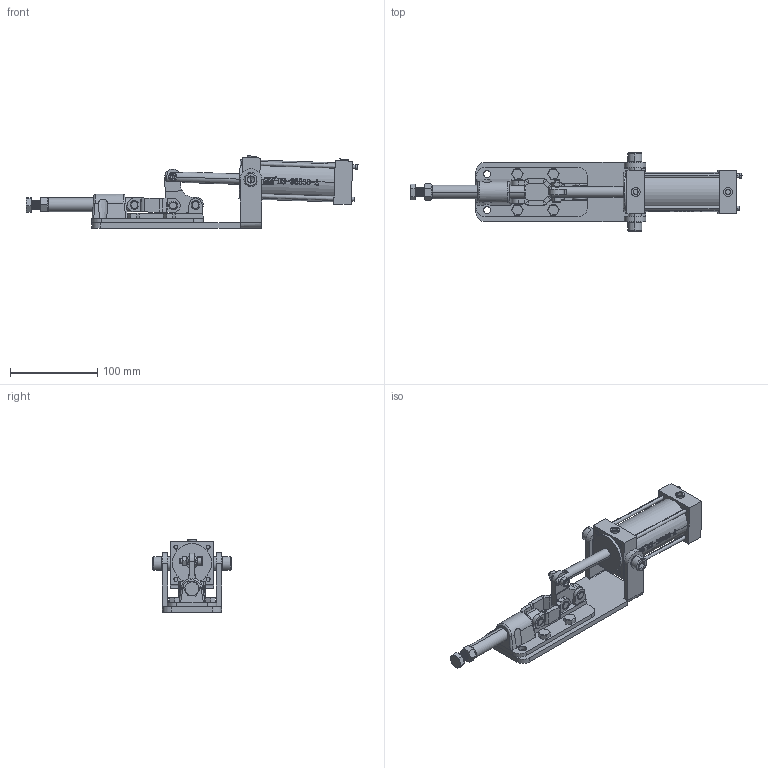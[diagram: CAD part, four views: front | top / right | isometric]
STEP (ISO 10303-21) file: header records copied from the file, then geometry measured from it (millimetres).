
FILE_DESCRIPTION (( 'STEP AP203' ), '1' );
FILE_NAME ('HS-36330-A .STEP', '2019-08-19T01:37:28', ( '微软用户' ), ( '微软中国' ), 'SwSTEP 2.0', 'SolidWorks 2012', '' );
FILE_SCHEMA (( 'CONFIG_CONTROL_DESIGN' ));
Length unit declared in the file: millimetre
Products named in the file (18): HS-36330-A ; 錨璃3; hexagon socket head cap screws gb_GB_FASTENER_SCREWS_HSHCS M6X20-N; hexagon head bolts-full thread gb_GB_FASTENER_BOLT_STBAB A M10X50-S; hex nuts, style 1-grades ab gb_GB_FASTENER_NUT_SNAB1 M10-N; hex nuts, style 1-grades ab gb_GB_FASTENER_NUT_SNAB1 M6-N; hexagon socket head cap screws gb_GB_FASTENER_SCREWS_HSHCS M10X20-N; 錨璃2; 錨璃1; 蚐詰; 活塞杆; 挴裝; 种3; 种2; 种1; 蟀裝; 菁釱; 盓殤
Assembly tree (23 placements, depth 2):
  HS-36330-A 
    盓殤
    菁釱
    蟀裝  x2
    种1
    种2
    种3
    挴裝
    活塞杆
    蚐詰
    錨璃1
    錨璃2  x2
    hexagon socket head cap screws gb_GB_FASTENER_SCREWS_HSHCS M10X20-N  x2
    hex nuts, style 1-grades ab gb_GB_FASTENER_NUT_SNAB1 M6-N
    hex nuts, style 1-grades ab gb_GB_FASTENER_NUT_SNAB1 M10-N
    hexagon head bolts-full thread gb_GB_FASTENER_BOLT_STBAB A M10X50-S
    hexagon socket head cap screws gb_GB_FASTENER_SCREWS_HSHCS M6X20-N
    錨璃3  x4
Bounding box: 381.18 x 90 x 82.95 mm (x, y, z)
Volume: 468155.9 mm3; surface area: 133276 mm2
Topology: 23 solids, 23 shells, 1250 faces, 2988 edges, 1829 vertices
Faces by surface type: plane 468, cylinder 336, cone 250, bspline 175, torus 21
Entity records: 42882 total; most frequent: CARTESIAN_POINT 15509, ORIENTED_EDGE 5436, DIRECTION 4920, EDGE_CURVE 2718, AXIS2_PLACEMENT_3D 1762, VERTEX_POINT 1674, LINE 1396, VECTOR 1396
